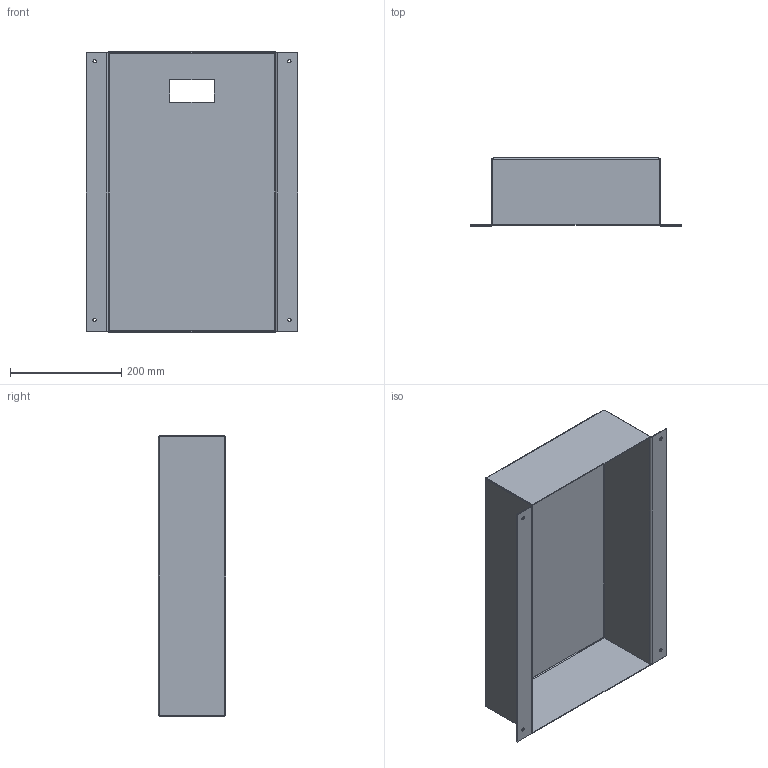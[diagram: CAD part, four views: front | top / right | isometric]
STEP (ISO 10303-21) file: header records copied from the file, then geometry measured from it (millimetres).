
FILE_DESCRIPTION(/* description */ ('STEP AP214'),/* implementation_level */ '2;1');
FILE_NAME(/* name */ '68a73f489ee1017bae0a0652',/* time_stamp */ '2025-08-21T15:46:17Z',/* author */ (''),/* organization */ (''),/* preprocessor_version */ 'ST-DEVELOPER v20',/* originating_system */ 'ONSHAPE BY PTC INC, 1.202',/* authorisation */ ' ');
FILE_SCHEMA (('AUTOMOTIVE_DESIGN {1 0 10303 214 3 1 1}'));
Length unit declared in the file: metre
Products named in the file (1): Part 1
Bounding box: 380 x 121.5 x 503 mm (x, y, z)
Volume: 563886.3 mm3; surface area: 756415.4 mm2
Topology: 1 solids, 1 shells, 70 faces, 156 edges, 88 vertices
Faces by surface type: plane 54, cylinder 16
Full cylindrical faces by diameter (mm): 6 x4
Entity records: 1898 total; most frequent: DIRECTION 326, CARTESIAN_POINT 311, ORIENTED_EDGE 304, EDGE_CURVE 152, LINE 120, VECTOR 120, AXIS2_PLACEMENT_3D 103, VERTEX_POINT 88
